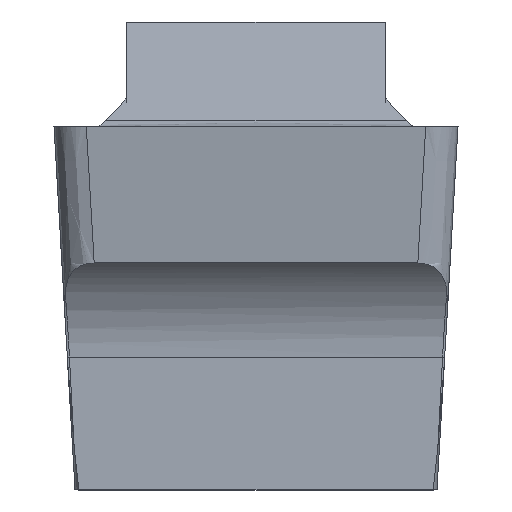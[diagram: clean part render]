
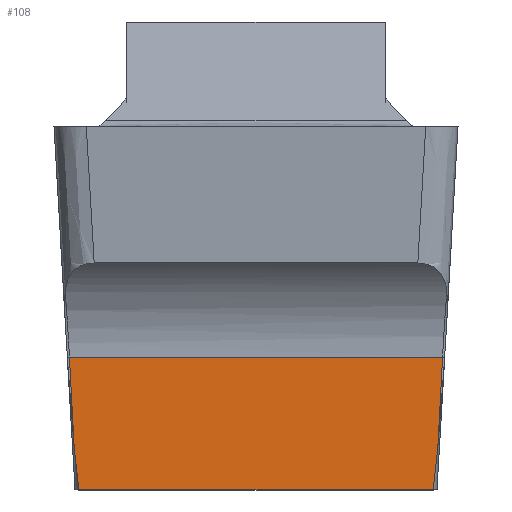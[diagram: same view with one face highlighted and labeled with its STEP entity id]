
A CAD part, front view. The second image highlights one B-rep face of the part: STEP entity #108.
In plain terms, the highlighted planar face has unit normal (0, -1, 0).
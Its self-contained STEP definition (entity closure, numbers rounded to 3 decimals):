
#69=B_SPLINE_CURVE_WITH_KNOTS('',3,(#1253,#1254,#1255,#1256),
 .UNSPECIFIED.,.F.,.F.,(4,4),(0.,1.),.UNSPECIFIED.);
#70=B_SPLINE_CURVE_WITH_KNOTS('',3,(#1258,#1259,#1260,#1261),
 .UNSPECIFIED.,.F.,.F.,(4,4),(0.,1.),.UNSPECIFIED.);
#71=B_SPLINE_CURVE_WITH_KNOTS('',3,(#1265,#1266,#1267,#1268),
 .UNSPECIFIED.,.F.,.F.,(4,4),(0.,1.),.UNSPECIFIED.);
#72=B_SPLINE_CURVE_WITH_KNOTS('',3,(#1270,#1271,#1272,#1273),
 .UNSPECIFIED.,.F.,.F.,(4,4),(0.,1.),.UNSPECIFIED.);
#108=ADVANCED_FACE('SIDE_IB_1_SU3',(#168),#143,.F.);
#143=PLANE('',#795);
#168=FACE_OUTER_BOUND('',#208,.T.);
#208=EDGE_LOOP('',(#285,#286,#287,#288,#289,#290));
#285=ORIENTED_EDGE('',*,*,#569,.F.);
#286=ORIENTED_EDGE('',*,*,#570,.T.);
#287=ORIENTED_EDGE('',*,*,#571,.F.);
#288=ORIENTED_EDGE('',*,*,#572,.T.);
#289=ORIENTED_EDGE('',*,*,#573,.F.);
#290=ORIENTED_EDGE('',*,*,#541,.F.);
#469=VERTEX_POINT('',#960);
#470=VERTEX_POINT('',#962);
#491=VERTEX_POINT('',#1257);
#492=VERTEX_POINT('',#1262);
#493=VERTEX_POINT('',#1264);
#494=VERTEX_POINT('',#1269);
#541=EDGE_CURVE('',#469,#470,#649,.T.);
#569=EDGE_CURVE('',#491,#469,#69,.T.);
#570=EDGE_CURVE('',#491,#492,#70,.T.);
#571=EDGE_CURVE('',#493,#492,#657,.T.);
#572=EDGE_CURVE('',#493,#494,#71,.T.);
#573=EDGE_CURVE('',#470,#494,#72,.T.);
#649=LINE('',#961,#699);
#657=LINE('',#1263,#707);
#699=VECTOR('',#826,1.);
#707=VECTOR('',#840,1.);
#795=AXIS2_PLACEMENT_3D('',#1274,#841,#842);
#826=DIRECTION('',(-1.,0.,0.));
#840=DIRECTION('',(1.,0.,0.));
#841=DIRECTION('',(0.,1.,0.));
#842=DIRECTION('',(0.,0.,1.));
#960=CARTESIAN_POINT('',(2.192,-12.293,-4.495));
#961=CARTESIAN_POINT('',(-1.92,-12.293,-4.495));
#962=CARTESIAN_POINT('',(-2.192,-12.293,-4.495));
#1253=CARTESIAN_POINT('',(2.25,-12.293,-3.975));
#1254=CARTESIAN_POINT('',(2.232,-12.293,-4.149));
#1255=CARTESIAN_POINT('',(2.213,-12.293,-4.322));
#1256=CARTESIAN_POINT('',(2.192,-12.293,-4.495));
#1257=CARTESIAN_POINT('',(2.25,-12.293,-3.975));
#1258=CARTESIAN_POINT('',(2.25,-12.293,-3.975));
#1259=CARTESIAN_POINT('',(2.269,-12.293,-3.6));
#1260=CARTESIAN_POINT('',(2.289,-12.293,-3.225));
#1261=CARTESIAN_POINT('',(2.309,-12.293,-2.851));
#1262=CARTESIAN_POINT('',(2.309,-12.293,-2.851));
#1263=CARTESIAN_POINT('',(5.,-12.293,-2.851));
#1264=CARTESIAN_POINT('',(-2.309,-12.293,-2.851));
#1265=CARTESIAN_POINT('',(-2.309,-12.293,-2.851));
#1266=CARTESIAN_POINT('',(-2.289,-12.293,-3.225));
#1267=CARTESIAN_POINT('',(-2.269,-12.293,-3.6));
#1268=CARTESIAN_POINT('',(-2.25,-12.293,-3.975));
#1269=CARTESIAN_POINT('',(-2.25,-12.293,-3.975));
#1270=CARTESIAN_POINT('',(-2.192,-12.293,-4.495));
#1271=CARTESIAN_POINT('',(-2.213,-12.293,-4.322));
#1272=CARTESIAN_POINT('',(-2.232,-12.293,-4.149));
#1273=CARTESIAN_POINT('',(-2.25,-12.293,-3.975));
#1274=CARTESIAN_POINT('',(-1.92,-12.293,-5.995));
